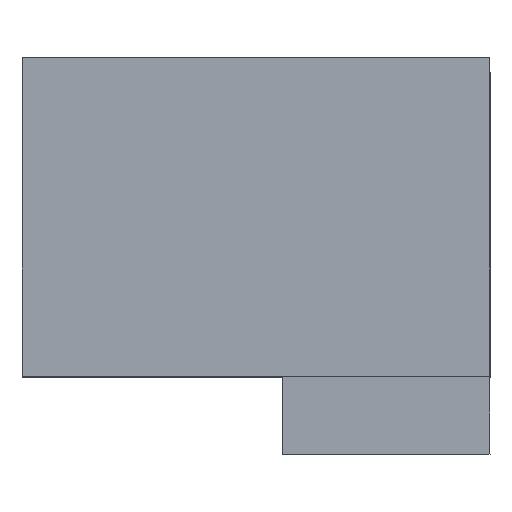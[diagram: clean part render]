
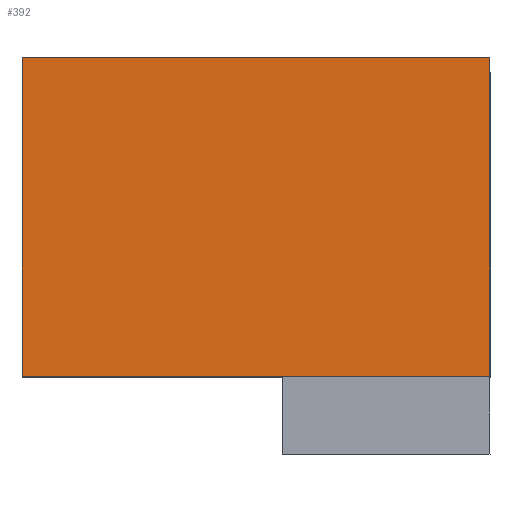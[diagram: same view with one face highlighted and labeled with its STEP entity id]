
A CAD part, top view. The second image highlights one B-rep face of the part: STEP entity #392.
In plain terms, the highlighted planar face has unit normal (0, 0, 1).
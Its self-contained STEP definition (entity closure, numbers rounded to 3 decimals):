
#204 = VERTEX_POINT('',#205);
#205 = CARTESIAN_POINT('',(146.141,980.528,
    50.445));
#211 = EDGE_CURVE('',#212,#204,#214,.T.);
#212 = VERTEX_POINT('',#213);
#213 = CARTESIAN_POINT('',(100.991,980.528,50.445));
#214 = LINE('',#215,#216);
#215 = CARTESIAN_POINT('',(136.141,980.528,
    50.445));
#216 = VECTOR('',#217,1.);
#217 = DIRECTION('',(1.,0.,0.));
#297 = VERTEX_POINT('',#298);
#298 = CARTESIAN_POINT('',(100.991,1011.278,
    50.445));
#304 = EDGE_CURVE('',#305,#297,#307,.T.);
#305 = VERTEX_POINT('',#306);
#306 = CARTESIAN_POINT('',(146.141,1011.278,
    50.445));
#307 = LINE('',#308,#309);
#308 = CARTESIAN_POINT('',(126.141,1011.278,
    50.445));
#309 = VECTOR('',#310,1.);
#310 = DIRECTION('',(-1.,-0.,0.));
#382 = EDGE_CURVE('',#297,#212,#383,.T.);
#383 = LINE('',#384,#385);
#384 = CARTESIAN_POINT('',(100.991,1011.278,
    50.445));
#385 = VECTOR('',#386,1.);
#386 = DIRECTION('',(0.,-1.,0.));
#392 = ADVANCED_FACE('',(#393),#404,.T.);
#393 = FACE_BOUND('',#394,.T.);
#394 = EDGE_LOOP('',(#395,#401,#402,#403));
#395 = ORIENTED_EDGE('',*,*,#396,.F.);
#396 = EDGE_CURVE('',#305,#204,#397,.T.);
#397 = LINE('',#398,#399);
#398 = CARTESIAN_POINT('',(146.141,982.528,
    50.445));
#399 = VECTOR('',#400,1.);
#400 = DIRECTION('',(0.,-1.,0.));
#401 = ORIENTED_EDGE('',*,*,#304,.T.);
#402 = ORIENTED_EDGE('',*,*,#382,.T.);
#403 = ORIENTED_EDGE('',*,*,#211,.T.);
#404 = PLANE('',#405);
#405 = AXIS2_PLACEMENT_3D('',#406,#407,#408);
#406 = CARTESIAN_POINT('',(123.566,995.903,
    50.445));
#407 = DIRECTION('',(0.,0.,1.));
#408 = DIRECTION('',(1.,0.,0.));
